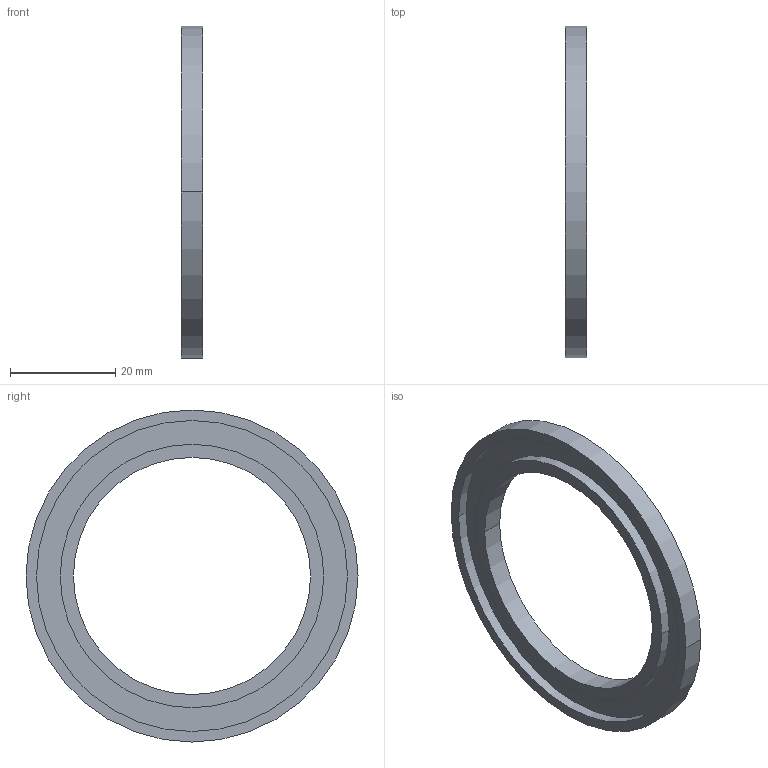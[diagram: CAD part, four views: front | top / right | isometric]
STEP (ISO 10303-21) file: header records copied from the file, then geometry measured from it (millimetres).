
FILE_DESCRIPTION(('CATIA V5 STEP Exchange'),'2;1');
FILE_NAME('BOS_V2_FILTER_CAP_JOINT_MOLD.stp','2023-11-28T09:29:25+00:00',('none'),('none'),'CATIA Unofficial Packaging Version SP3','CATIA V5 STEP AP203','none');
FILE_SCHEMA(('CONFIG_CONTROL_DESIGN'));
Length unit declared in the file: millimetre
Products named in the file (1): BOS_V2_FILTER_CAP_JOINT_MOLD
Bounding box: 4 x 63 x 63 mm (x, y, z)
Volume: 4566.3 mm3; surface area: 5095.7 mm2
Topology: 1 solids, 1 shells, 12 faces, 24 edges, 16 vertices
Faces by surface type: cylinder 8, plane 4
Entity records: 328 total; most frequent: CARTESIAN_POINT 48, ORIENTED_EDGE 48, DIRECTION 38, AXIS2_PLACEMENT_3D 24, EDGE_CURVE 24, CIRCLE 16, EDGE_LOOP 16, VERTEX_POINT 16
